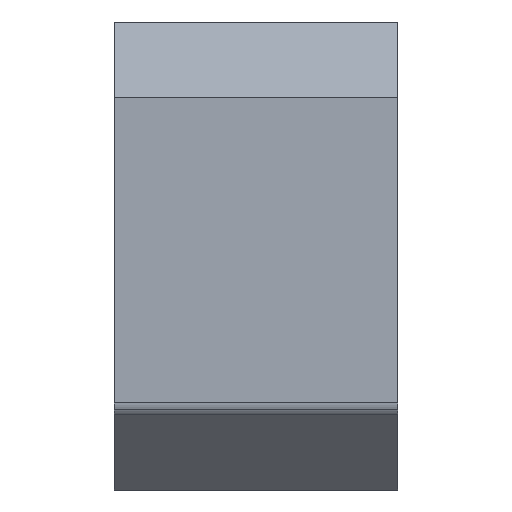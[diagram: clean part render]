
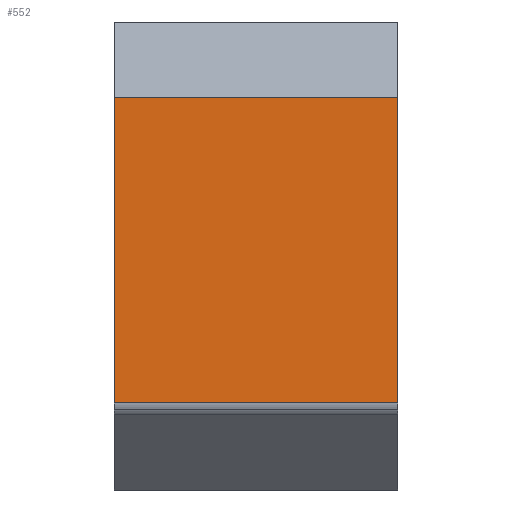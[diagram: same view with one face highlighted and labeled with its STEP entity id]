
A CAD part, left-side view. The second image highlights one B-rep face of the part: STEP entity #552.
In plain terms, the highlighted planar face has unit normal (-1, 0, 0).
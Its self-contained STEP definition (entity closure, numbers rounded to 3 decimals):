
#552=ADVANCED_FACE('',(#1179),#1180,.T.);
#1179=FACE_OUTER_BOUND('',#5975,.T.);
#1180=PLANE('',#5976);
#5975=EDGE_LOOP('',(#7509,#7510,#7511,#7512));
#5976=AXIS2_PLACEMENT_3D('',#7513,#7514,#7515);
#7509=ORIENTED_EDGE('',*,*,#8464,.F.);
#7510=ORIENTED_EDGE('',*,*,#8925,.T.);
#7511=ORIENTED_EDGE('',*,*,#8926,.T.);
#7512=ORIENTED_EDGE('',*,*,#8927,.T.);
#7513=CARTESIAN_POINT('',(-49.5,0.,0.));
#7514=DIRECTION('',(-1.0,0.,0.));
#7515=DIRECTION('',(0.,0.,1.0));
#8464=EDGE_CURVE('',#9425,#9427,#9428,.T.);
#8925=EDGE_CURVE('',#9425,#10100,#10101,.T.);
#8926=EDGE_CURVE('',#10100,#10102,#10103,.T.);
#8927=EDGE_CURVE('',#10102,#9427,#10104,.T.);
#9425=VERTEX_POINT('',#10713);
#9427=VERTEX_POINT('',#10715);
#9428=LINE('',#10716,#10717);
#10100=VERTEX_POINT('',#11780);
#10101=LINE('',#11781,#11782);
#10102=VERTEX_POINT('',#11783);
#10103=LINE('',#11784,#11785);
#10104=LINE('',#11786,#11787);
#10713=CARTESIAN_POINT('',(-49.5,0.,-27.464));
#10715=CARTESIAN_POINT('',(-49.5,52.1,-27.464));
#10716=CARTESIAN_POINT('',(-49.5,0.,-27.464));
#10717=VECTOR('',#12367,1.0);
#11780=CARTESIAN_POINT('',(-49.5,0.0,28.707));
#11781=CARTESIAN_POINT('',(-49.5,0.,-28.707));
#11782=VECTOR('',#13039,1.0);
#11783=CARTESIAN_POINT('',(-49.5,52.1,28.707));
#11784=CARTESIAN_POINT('',(-49.5,0.0,28.707));
#11785=VECTOR('',#13040,1.0);
#11786=CARTESIAN_POINT('',(-49.5,52.1,-28.707));
#11787=VECTOR('',#13041,1.0);
#12367=DIRECTION('',(0.0,1.0,0.));
#13039=DIRECTION('',(0.,0.,1.0));
#13040=DIRECTION('',(0.,1.0,0.));
#13041=DIRECTION('',(0.,0.,-1.0));
